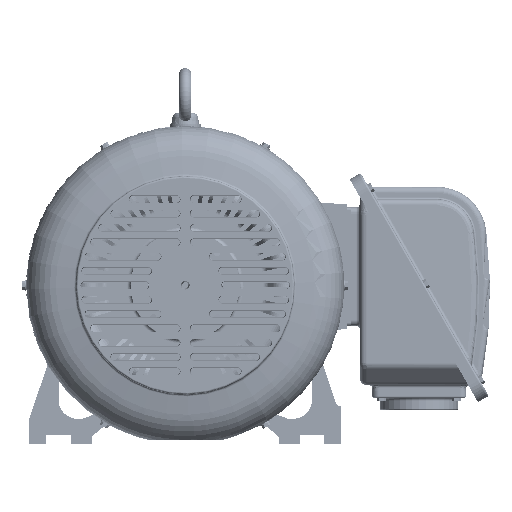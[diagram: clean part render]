
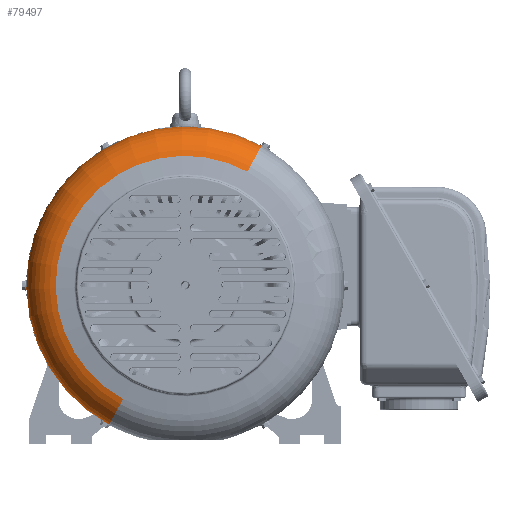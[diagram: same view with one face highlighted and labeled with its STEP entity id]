
A CAD part, front view. The second image highlights one B-rep face of the part: STEP entity #79497.
In plain terms, the highlighted toroidal (fillet/blend) face has major radius 197.75 mm and minor radius 57 mm.
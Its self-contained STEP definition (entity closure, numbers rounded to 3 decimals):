
#79337=CARTESIAN_POINT('Axis2P3D Location',(0.,-418.243,0.)) ;
#79341=CARTESIAN_POINT('Vertex',(-99.552,-418.243,-182.228)) ;
#79343=CARTESIAN_POINT('Vertex',(99.552,-418.243,182.228)) ;
#79467=CARTESIAN_POINT('Axis2P3D Location',(0.,-362.109,0.)) ;
#79472=CARTESIAN_POINT('Axis2P3D Location',(0.,-362.109,0.)) ;
#79476=CARTESIAN_POINT('Vertex',(-122.134,-362.109,-223.564)) ;
#79478=CARTESIAN_POINT('Vertex',(122.134,-362.109,223.564)) ;
#79481=CARTESIAN_POINT('Axis2P3D Location',(-94.806,-362.109,-173.542)) ;
#79486=CARTESIAN_POINT('Axis2P3D Location',(94.806,-362.109,173.542)) ;
#79338=DIRECTION('Axis2P3D Direction',(0.,1.,0.)) ;
#79468=DIRECTION('Axis2P3D Direction',(0.,1.,0.)) ;
#79469=DIRECTION('Axis2P3D XDirection',(0.479,0.,0.878)) ;
#79473=DIRECTION('Axis2P3D Direction',(0.,1.,0.)) ;
#79482=DIRECTION('Axis2P3D Direction',(0.878,0.,-0.479)) ;
#79487=DIRECTION('Axis2P3D Direction',(-0.878,0.,0.479)) ;
#79339=AXIS2_PLACEMENT_3D('Circle Axis2P3D',#79337,#79338,$) ;
#79470=AXIS2_PLACEMENT_3D('Torus Axis2P3D',#79467,#79468,#79469) ;
#79474=AXIS2_PLACEMENT_3D('Circle Axis2P3D',#79472,#79473,$) ;
#79483=AXIS2_PLACEMENT_3D('Circle Axis2P3D',#79481,#79482,$) ;
#79488=AXIS2_PLACEMENT_3D('Circle Axis2P3D',#79486,#79487,$) ;
#79492=ORIENTED_EDGE('',*,*,#79480,.F.) ;
#79493=ORIENTED_EDGE('',*,*,#79485,.T.) ;
#79494=ORIENTED_EDGE('',*,*,#79345,.T.) ;
#79495=ORIENTED_EDGE('',*,*,#79490,.F.) ;
#79497=ADVANCED_FACE('31407B027.1',(#79496),#79471,.T.) ;
#79340=CIRCLE('generated circle',#79339,207.648) ;
#79475=CIRCLE('generated circle',#79474,254.75) ;
#79484=CIRCLE('generated circle',#79483,57.) ;
#79489=CIRCLE('generated circle',#79488,57.) ;
#79471=TOROIDAL_SURFACE('homeo Torus',#79470,197.75,57.) ;
#79345=EDGE_CURVE('',#79342,#79344,#79340,.T.) ;
#79480=EDGE_CURVE('',#79477,#79479,#79475,.T.) ;
#79485=EDGE_CURVE('',#79477,#79342,#79484,.F.) ;
#79490=EDGE_CURVE('',#79479,#79344,#79489,.F.) ;
#79491=EDGE_LOOP('',(#79492,#79493,#79494,#79495)) ;
#79496=FACE_OUTER_BOUND('',#79491,.T.) ;
#79342=VERTEX_POINT('',#79341) ;
#79344=VERTEX_POINT('',#79343) ;
#79477=VERTEX_POINT('',#79476) ;
#79479=VERTEX_POINT('',#79478) ;
